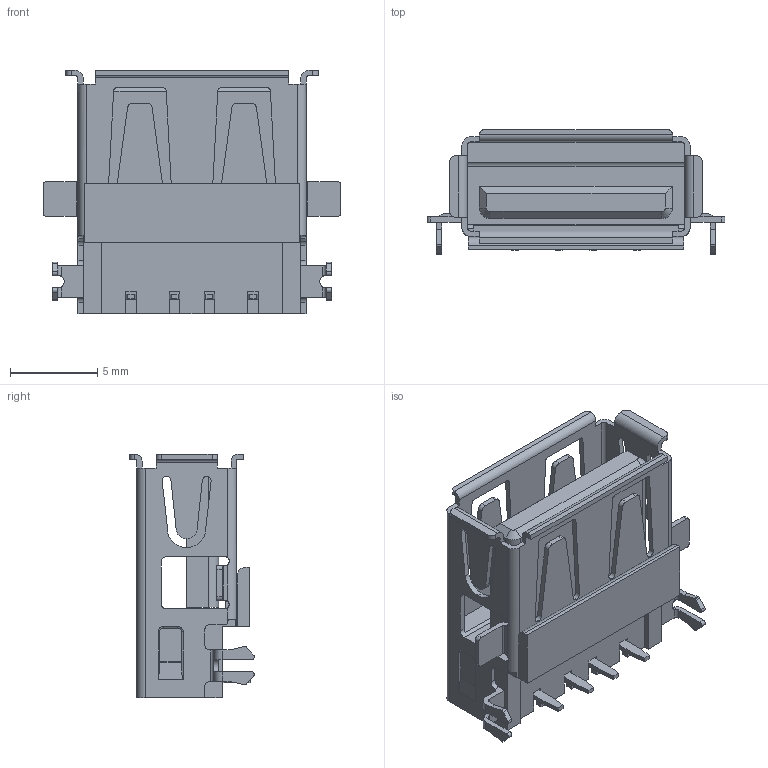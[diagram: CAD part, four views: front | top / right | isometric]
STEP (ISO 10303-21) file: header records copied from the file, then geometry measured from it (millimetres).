
FILE_DESCRIPTION(('STEP AP214'),'1');
FILE_NAME('u221-041n-3bu01-s5.stp','2022-05-31T19:21:04',('TraceParts'),('TraceParts S.A.'),'Spatial InterOp 3D',' ',' ');
FILE_SCHEMA(('AUTOMOTIVE_DESIGN { 1 0 10303 214 1 1 1 1 }'));
Length unit declared in the file: millimetre
Products named in the file (1): u221-041n-3bu01-s5_1
Bounding box: 17.1 x 7.15 x 14 mm (x, y, z)
Volume: 571.7 mm3; surface area: 1339.5 mm2
Topology: 2 solids, 2 shells, 538 faces, 1585 edges, 1038 vertices
Faces by surface type: plane 375, cylinder 157, torus 4, cone 2
Entity records: 18006 total; most frequent: CARTESIAN_POINT 3367, ORIENTED_EDGE 3170, DIRECTION 2955, EDGE_CURVE 1585, LINE 1231, VECTOR 1231, VERTEX_POINT 1038, AXIS2_PLACEMENT_3D 862
